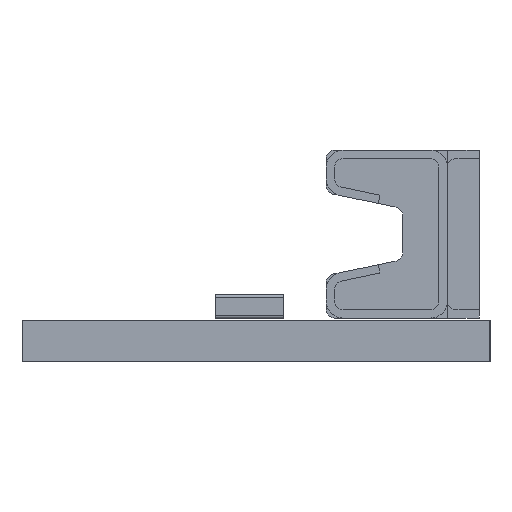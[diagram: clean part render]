
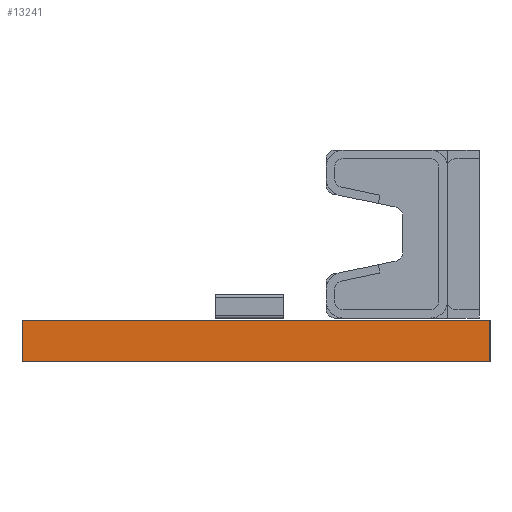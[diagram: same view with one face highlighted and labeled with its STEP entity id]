
A CAD part, left-side view. The second image highlights one B-rep face of the part: STEP entity #13241.
In plain terms, the highlighted planar face has unit normal (-1, 0, 0).
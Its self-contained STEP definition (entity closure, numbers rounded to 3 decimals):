
#11656 = PLANE('',#11657);
#11657 = AXIS2_PLACEMENT_3D('',#11658,#11659,#11660);
#11658 = CARTESIAN_POINT('',(129.1,-90.899,0.98));
#11659 = DIRECTION('',(-0.,-0.,-1.));
#11660 = DIRECTION('',(-1.,0.,0.));
#11710 = PLANE('',#11711);
#11711 = AXIS2_PLACEMENT_3D('',#11712,#11713,#11714);
#11712 = CARTESIAN_POINT('',(129.1,-90.899,0.));
#11713 = DIRECTION('',(-0.,-0.,-1.));
#11714 = DIRECTION('',(-1.,0.,0.));
#13133 = PLANE('',#13134);
#13134 = AXIS2_PLACEMENT_3D('',#13135,#13136,#13137);
#13135 = CARTESIAN_POINT('',(135.4,-96.6,0.));
#13136 = DIRECTION('',(0.,-1.,0.));
#13137 = DIRECTION('',(-1.,0.,0.));
#13171 = VERTEX_POINT('',#13172);
#13172 = CARTESIAN_POINT('',(122.8,-96.6,0.98));
#13193 = EDGE_CURVE('',#13194,#13171,#13196,.T.);
#13194 = VERTEX_POINT('',#13195);
#13195 = CARTESIAN_POINT('',(122.8,-96.6,0.));
#13196 = SURFACE_CURVE('',#13197,(#13201,#13208),.PCURVE_S1.);
#13197 = LINE('',#13198,#13199);
#13198 = CARTESIAN_POINT('',(122.8,-96.6,0.));
#13199 = VECTOR('',#13200,1.);
#13200 = DIRECTION('',(0.,0.,1.));
#13201 = PCURVE('',#13133,#13202);
#13202 = DEFINITIONAL_REPRESENTATION('',(#13203),#13207);
#13203 = LINE('',#13204,#13205);
#13204 = CARTESIAN_POINT('',(12.6,0.));
#13205 = VECTOR('',#13206,1.);
#13206 = DIRECTION('',(0.,-1.));
#13207 = ( GEOMETRIC_REPRESENTATION_CONTEXT(2) 
PARAMETRIC_REPRESENTATION_CONTEXT() REPRESENTATION_CONTEXT('2D SPACE',''
  ) );
#13208 = PCURVE('',#13209,#13214);
#13209 = PLANE('',#13210);
#13210 = AXIS2_PLACEMENT_3D('',#13211,#13212,#13213);
#13211 = CARTESIAN_POINT('',(122.8,-96.6,0.));
#13212 = DIRECTION('',(-1.,0.,0.));
#13213 = DIRECTION('',(0.,1.,0.));
#13214 = DEFINITIONAL_REPRESENTATION('',(#13215),#13219);
#13215 = LINE('',#13216,#13217);
#13216 = CARTESIAN_POINT('',(0.,0.));
#13217 = VECTOR('',#13218,1.);
#13218 = DIRECTION('',(0.,-1.));
#13219 = ( GEOMETRIC_REPRESENTATION_CONTEXT(2) 
PARAMETRIC_REPRESENTATION_CONTEXT() REPRESENTATION_CONTEXT('2D SPACE',''
  ) );
#13241 = ADVANCED_FACE('',(#13242),#13209,.T.);
#13242 = FACE_BOUND('',#13243,.T.);
#13243 = EDGE_LOOP('',(#13244,#13245,#13268,#13296));
#13244 = ORIENTED_EDGE('',*,*,#13193,.T.);
#13245 = ORIENTED_EDGE('',*,*,#13246,.T.);
#13246 = EDGE_CURVE('',#13171,#13247,#13249,.T.);
#13247 = VERTEX_POINT('',#13248);
#13248 = CARTESIAN_POINT('',(122.8,-85.6,0.98));
#13249 = SURFACE_CURVE('',#13250,(#13254,#13261),.PCURVE_S1.);
#13250 = LINE('',#13251,#13252);
#13251 = CARTESIAN_POINT('',(122.8,-96.6,0.98));
#13252 = VECTOR('',#13253,1.);
#13253 = DIRECTION('',(0.,1.,0.));
#13254 = PCURVE('',#13209,#13255);
#13255 = DEFINITIONAL_REPRESENTATION('',(#13256),#13260);
#13256 = LINE('',#13257,#13258);
#13257 = CARTESIAN_POINT('',(0.,-0.98));
#13258 = VECTOR('',#13259,1.);
#13259 = DIRECTION('',(1.,0.));
#13260 = ( GEOMETRIC_REPRESENTATION_CONTEXT(2) 
PARAMETRIC_REPRESENTATION_CONTEXT() REPRESENTATION_CONTEXT('2D SPACE',''
  ) );
#13261 = PCURVE('',#11656,#13262);
#13262 = DEFINITIONAL_REPRESENTATION('',(#13263),#13267);
#13263 = LINE('',#13264,#13265);
#13264 = CARTESIAN_POINT('',(6.3,-5.701));
#13265 = VECTOR('',#13266,1.);
#13266 = DIRECTION('',(0.,1.));
#13267 = ( GEOMETRIC_REPRESENTATION_CONTEXT(2) 
PARAMETRIC_REPRESENTATION_CONTEXT() REPRESENTATION_CONTEXT('2D SPACE',''
  ) );
#13268 = ORIENTED_EDGE('',*,*,#13269,.F.);
#13269 = EDGE_CURVE('',#13270,#13247,#13272,.T.);
#13270 = VERTEX_POINT('',#13271);
#13271 = CARTESIAN_POINT('',(122.8,-85.6,0.));
#13272 = SURFACE_CURVE('',#13273,(#13277,#13284),.PCURVE_S1.);
#13273 = LINE('',#13274,#13275);
#13274 = CARTESIAN_POINT('',(122.8,-85.6,0.));
#13275 = VECTOR('',#13276,1.);
#13276 = DIRECTION('',(0.,0.,1.));
#13277 = PCURVE('',#13209,#13278);
#13278 = DEFINITIONAL_REPRESENTATION('',(#13279),#13283);
#13279 = LINE('',#13280,#13281);
#13280 = CARTESIAN_POINT('',(11.,0.));
#13281 = VECTOR('',#13282,1.);
#13282 = DIRECTION('',(0.,-1.));
#13283 = ( GEOMETRIC_REPRESENTATION_CONTEXT(2) 
PARAMETRIC_REPRESENTATION_CONTEXT() REPRESENTATION_CONTEXT('2D SPACE',''
  ) );
#13284 = PCURVE('',#13285,#13290);
#13285 = PLANE('',#13286);
#13286 = AXIS2_PLACEMENT_3D('',#13287,#13288,#13289);
#13287 = CARTESIAN_POINT('',(122.8,-85.6,0.));
#13288 = DIRECTION('',(0.,1.,0.));
#13289 = DIRECTION('',(1.,0.,0.));
#13290 = DEFINITIONAL_REPRESENTATION('',(#13291),#13295);
#13291 = LINE('',#13292,#13293);
#13292 = CARTESIAN_POINT('',(0.,0.));
#13293 = VECTOR('',#13294,1.);
#13294 = DIRECTION('',(0.,-1.));
#13295 = ( GEOMETRIC_REPRESENTATION_CONTEXT(2) 
PARAMETRIC_REPRESENTATION_CONTEXT() REPRESENTATION_CONTEXT('2D SPACE',''
  ) );
#13296 = ORIENTED_EDGE('',*,*,#13297,.F.);
#13297 = EDGE_CURVE('',#13194,#13270,#13298,.T.);
#13298 = SURFACE_CURVE('',#13299,(#13303,#13310),.PCURVE_S1.);
#13299 = LINE('',#13300,#13301);
#13300 = CARTESIAN_POINT('',(122.8,-96.6,0.));
#13301 = VECTOR('',#13302,1.);
#13302 = DIRECTION('',(0.,1.,0.));
#13303 = PCURVE('',#13209,#13304);
#13304 = DEFINITIONAL_REPRESENTATION('',(#13305),#13309);
#13305 = LINE('',#13306,#13307);
#13306 = CARTESIAN_POINT('',(0.,0.));
#13307 = VECTOR('',#13308,1.);
#13308 = DIRECTION('',(1.,0.));
#13309 = ( GEOMETRIC_REPRESENTATION_CONTEXT(2) 
PARAMETRIC_REPRESENTATION_CONTEXT() REPRESENTATION_CONTEXT('2D SPACE',''
  ) );
#13310 = PCURVE('',#11710,#13311);
#13311 = DEFINITIONAL_REPRESENTATION('',(#13312),#13316);
#13312 = LINE('',#13313,#13314);
#13313 = CARTESIAN_POINT('',(6.3,-5.701));
#13314 = VECTOR('',#13315,1.);
#13315 = DIRECTION('',(0.,1.));
#13316 = ( GEOMETRIC_REPRESENTATION_CONTEXT(2) 
PARAMETRIC_REPRESENTATION_CONTEXT() REPRESENTATION_CONTEXT('2D SPACE',''
  ) );
